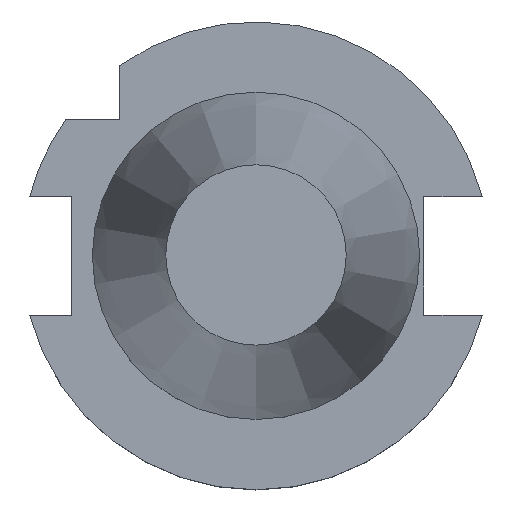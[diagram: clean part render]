
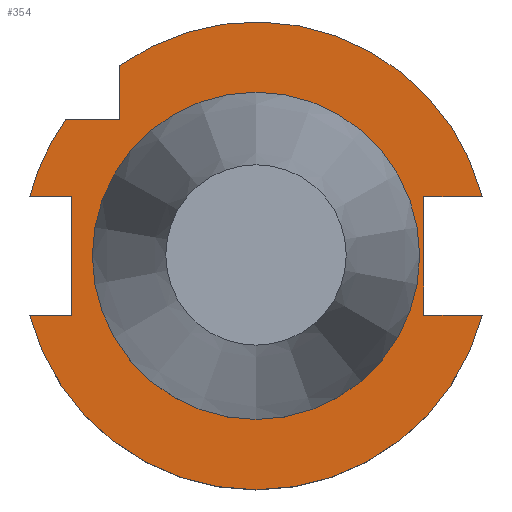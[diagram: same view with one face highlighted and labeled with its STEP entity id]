
A CAD part, top view. The second image highlights one B-rep face of the part: STEP entity #354.
In plain terms, the highlighted planar face has unit normal (0, 0, 1).
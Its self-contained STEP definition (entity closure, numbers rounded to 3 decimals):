
#239=EDGE_CURVE('240[2]',#599,#632,#633,.T.);
#261=EDGE_CURVE('240[2]',#599,#660,#661,.T.);
#269=EDGE_CURVE('240[2]',#632,#674,#675,.T.);
#271=EDGE_CURVE('240[2]',#667,#660,#677,.T.);
#308=EDGE_CURVE('240[2]',#726,#594,#727,.T.);
#310=EDGE_CURVE('240[2]',#729,#729,#730,.T.);
#354=ADVANCED_FACE('240[2]',(#789,#790),#791,.T.);
#356=EDGE_CURVE('240[2]',#559,#667,#793,.T.);
#374=EDGE_CURVE('240[2]',#723,#743,#815,.T.);
#415=EDGE_CURVE('240[2]',#726,#674,#871,.T.);
#430=EDGE_CURVE('240[2]',#594,#889,#890,.T.);
#437=EDGE_CURVE('240[2]',#723,#559,#898,.T.);
#451=EDGE_CURVE('240[2]',#889,#743,#913,.T.);
#559=VERTEX_POINT('',#1056);
#594=VERTEX_POINT('',#1104);
#599=VERTEX_POINT('',#1111);
#632=VERTEX_POINT('',#1181);
#633=LINE('',#1182,#1183);
#660=VERTEX_POINT('',#1225);
#661=CIRCLE('',#1226,31.775);
#667=VERTEX_POINT('',#1235);
#674=VERTEX_POINT('',#1245);
#675=LINE('',#1246,#1247);
#677=LINE('',#1250,#1251);
#723=VERTEX_POINT('',#1315);
#726=VERTEX_POINT('',#1320);
#727=LINE('',#1321,#1322);
#729=VERTEX_POINT('',#1325);
#730=CIRCLE('',#1326,22.225);
#743=VERTEX_POINT('',#1344);
#789=FACE_BOUND('',#1569,.T.);
#790=FACE_OUTER_BOUND('',#1570,.T.);
#791=PLANE('',#1571);
#793=LINE('',#1574,#1575);
#815=CIRCLE('',#1617,31.775);
#871=CIRCLE('',#1709,31.775);
#889=VERTEX_POINT('',#1737);
#890=LINE('',#1738,#1739);
#898=LINE('',#1751,#1752);
#913=LINE('',#1772,#1773);
#1056=CARTESIAN_POINT('',(22.8,-8.05,-3.2));
#1104=CARTESIAN_POINT('',(-25.0,8.05,-3.2));
#1111=CARTESIAN_POINT('',(-18.5,25.834,-3.2));
#1181=CARTESIAN_POINT('',(-18.5,18.5,-3.2));
#1182=CARTESIAN_POINT('',(-18.5,25.333,-3.2));
#1183=VECTOR('',#1980,1.0);
#1225=CARTESIAN_POINT('',(30.738,8.05,-3.2));
#1226=AXIS2_PLACEMENT_3D('',#2014,#2015,#2016);
#1235=CARTESIAN_POINT('',(22.8,8.05,-3.2));
#1245=CARTESIAN_POINT('',(-25.834,18.5,-3.2));
#1246=CARTESIAN_POINT('',(-11.833,18.5,-3.2));
#1247=VECTOR('',#2022,1.0);
#1250=CARTESIAN_POINT('',(14.025,8.05,-3.2));
#1251=VECTOR('',#2023,1.0);
#1315=CARTESIAN_POINT('',(30.738,-8.05,-3.2));
#1320=CARTESIAN_POINT('',(-30.738,8.05,-3.2));
#1321=CARTESIAN_POINT('',(-14.575,8.05,-3.2));
#1322=VECTOR('',#2087,1.0);
#1325=CARTESIAN_POINT('',(0.,22.225,-3.2));
#1326=AXIS2_PLACEMENT_3D('',#2088,#2089,#2090);
#1344=CARTESIAN_POINT('',(-30.738,-8.05,-3.2));
#1569=EDGE_LOOP('',(#2132));
#1570=EDGE_LOOP('',(#2133,#2134,#2135,#2136,#2137,#2138,#2139,#2140,#2141,#2142,#2143));
#1571=AXIS2_PLACEMENT_3D('',#2144,#2145,#2146);
#1574=CARTESIAN_POINT('',(22.8,13.5,-3.2));
#1575=VECTOR('',#2147,1.0);
#1617=AXIS2_PLACEMENT_3D('',#2170,#2171,#2172);
#1709=AXIS2_PLACEMENT_3D('',#2261,#2262,#2263);
#1737=CARTESIAN_POINT('',(-25.,-8.05,-3.2));
#1738=CARTESIAN_POINT('',(-25.0,13.5,-3.2));
#1739=VECTOR('',#2281,1.0);
#1751=CARTESIAN_POINT('',(14.025,-8.05,-3.2));
#1752=VECTOR('',#2291,1.0);
#1772=CARTESIAN_POINT('',(-14.575,-8.05,-3.2));
#1773=VECTOR('',#2310,1.0);
#1980=DIRECTION('',(0.,-1.0,0.));
#2014=CARTESIAN_POINT('',(0.,0.,-3.2));
#2015=DIRECTION('',(0.,0.,-1.0));
#2016=DIRECTION('',(0.,1.0,0.));
#2022=DIRECTION('',(-1.0,0.,0.));
#2023=DIRECTION('',(1.0,0.0,0.));
#2087=DIRECTION('',(1.0,0.,0.));
#2088=CARTESIAN_POINT('',(0.,0.,-3.2));
#2089=DIRECTION('',(0.,0.,-1.0));
#2090=DIRECTION('',(0.,1.0,0.));
#2132=ORIENTED_EDGE('',*,*,#310,.T.);
#2133=ORIENTED_EDGE('',*,*,#308,.T.);
#2134=ORIENTED_EDGE('',*,*,#430,.T.);
#2135=ORIENTED_EDGE('',*,*,#451,.T.);
#2136=ORIENTED_EDGE('',*,*,#374,.F.);
#2137=ORIENTED_EDGE('',*,*,#437,.T.);
#2138=ORIENTED_EDGE('',*,*,#356,.T.);
#2139=ORIENTED_EDGE('',*,*,#271,.T.);
#2140=ORIENTED_EDGE('',*,*,#261,.F.);
#2141=ORIENTED_EDGE('',*,*,#239,.T.);
#2142=ORIENTED_EDGE('',*,*,#269,.T.);
#2143=ORIENTED_EDGE('',*,*,#415,.F.);
#2144=CARTESIAN_POINT('',(0.,27.0,-3.2));
#2145=DIRECTION('',(0.,0.,1.0));
#2146=DIRECTION('',(0.,-1.0,0.));
#2147=DIRECTION('',(0.,1.0,0.));
#2170=CARTESIAN_POINT('',(0.,0.,-3.2));
#2171=DIRECTION('',(0.,0.,-1.0));
#2172=DIRECTION('',(0.,1.0,0.));
#2261=CARTESIAN_POINT('',(0.,0.,-3.2));
#2262=DIRECTION('',(0.,0.,-1.0));
#2263=DIRECTION('',(0.,1.0,0.));
#2281=DIRECTION('',(0.,-1.0,0.));
#2291=DIRECTION('',(-1.0,0.,0.));
#2310=DIRECTION('',(-1.0,0.,0.));
